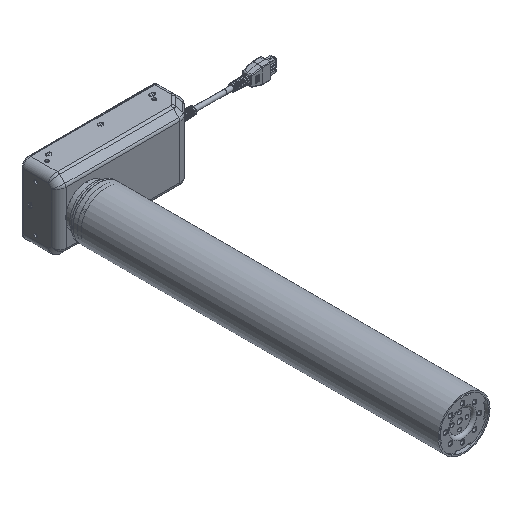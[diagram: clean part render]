
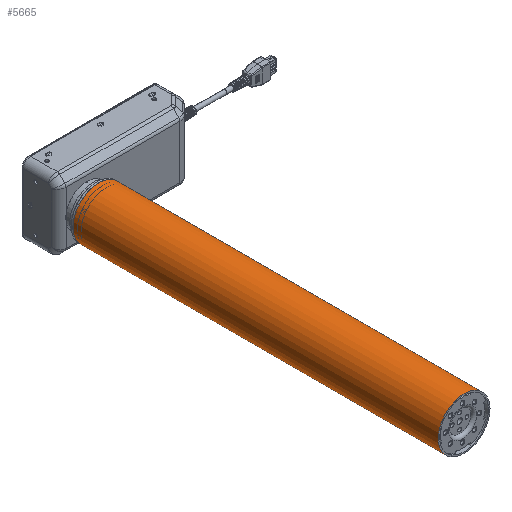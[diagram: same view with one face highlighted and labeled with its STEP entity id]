
A CAD part, isometric view. The second image highlights one B-rep face of the part: STEP entity #5665.
In plain terms, the highlighted cylindrical face has radius 35 mm (diameter 70 mm), a full revolution.
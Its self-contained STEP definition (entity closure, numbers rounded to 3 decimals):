
#1676=FACE_BOUND('',#11067,.T.);
#1677=FACE_BOUND('',#11068,.T.);
#5665=ADVANCED_FACE('',(#1676,#1677),#6135,.T.);
#6135=CYLINDRICAL_SURFACE('',#46609,35.);
#11067=EDGE_LOOP('',(#31189));
#11068=EDGE_LOOP('',(#31190));
#31189=ORIENTED_EDGE('',*,*,#41601,.T.);
#31190=ORIENTED_EDGE('',*,*,#41602,.T.);
#35596=VERTEX_POINT('',#78534);
#35597=VERTEX_POINT('',#78536);
#41601=EDGE_CURVE('',#35596,#35596,#43130,.T.);
#41602=EDGE_CURVE('',#35597,#35597,#43131,.T.);
#43130=CIRCLE('',#46607,35.);
#43131=CIRCLE('',#46608,35.);
#46607=AXIS2_PLACEMENT_3D('',#78533,#57637,#57638);
#46608=AXIS2_PLACEMENT_3D('',#78535,#57639,#57640);
#46609=AXIS2_PLACEMENT_3D('',#78537,#57641,#57642);
#57637=DIRECTION('',(0.,-1.,0.));
#57638=DIRECTION('',(0.,0.,1.));
#57639=DIRECTION('',(0.,1.,0.));
#57640=DIRECTION('',(0.,0.,1.));
#57641=DIRECTION('',(0.,1.,0.));
#57642=DIRECTION('',(0.,0.,-1.));
#78533=CARTESIAN_POINT('',(0.,494.,0.));
#78534=CARTESIAN_POINT('',(0.,494.,35.));
#78535=CARTESIAN_POINT('',(0.,0.,0.));
#78536=CARTESIAN_POINT('',(0.,0.,35.));
#78537=CARTESIAN_POINT('',(0.,0.,0.));
